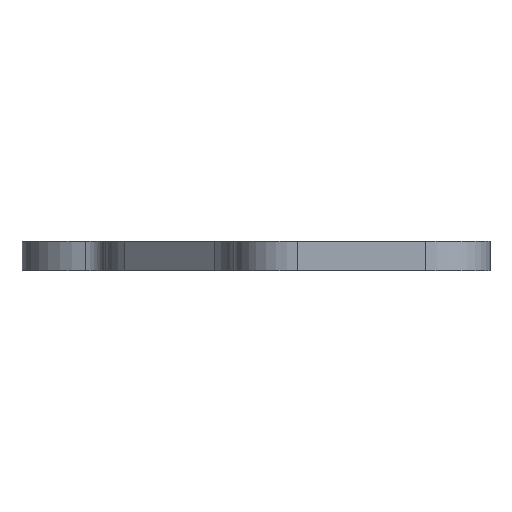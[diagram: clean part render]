
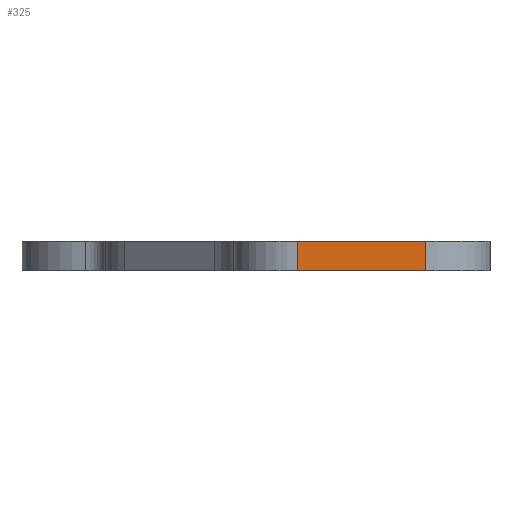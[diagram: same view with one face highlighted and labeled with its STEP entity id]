
A CAD part, left-side view. The second image highlights one B-rep face of the part: STEP entity #325.
In plain terms, the highlighted planar face has unit normal (-1, 0, 0).
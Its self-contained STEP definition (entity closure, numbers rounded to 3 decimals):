
#185 = VERTEX_POINT ( 'NONE', #810 ) ;
#187 = EDGE_CURVE ( 'NONE', #185, #188, #809, .T. ) ;
#188 = VERTEX_POINT ( 'NONE', #805 ) ;
#254 = ORIENTED_EDGE ( 'NONE', *, *, #394, .T. ) ;
#255 = ORIENTED_EDGE ( 'NONE', *, *, #256, .F. ) ;
#256 = EDGE_CURVE ( 'NONE', #188, #392, #878, .T. ) ;
#257 = ORIENTED_EDGE ( 'NONE', *, *, #187, .F. ) ;
#258 = ORIENTED_EDGE ( 'NONE', *, *, #275, .T. ) ;
#275 = EDGE_CURVE ( 'NONE', #185, #395, #919, .T. ) ;
#325 = ADVANCED_FACE ( 'NONE', ( #1033 ), #1032, .F. ) ;
#326 = EDGE_LOOP ( 'NONE', ( #254, #255, #257, #258 ) ) ;
#392 = VERTEX_POINT ( 'NONE', #1105 ) ;
#394 = EDGE_CURVE ( 'NONE', #395, #392, #1104, .T. ) ;
#395 = VERTEX_POINT ( 'NONE', #1100 ) ;
#805 = CARTESIAN_POINT ( 'NONE',  ( -40., -5., 2.3 ) ) ;
#806 = DIRECTION ( 'NONE',  ( 0., -1., 0. ) ) ;
#807 = VECTOR ( 'NONE', #806, 1000. ) ;
#808 = CARTESIAN_POINT ( 'NONE',  ( -40., 5., 2.3 ) ) ;
#809 = LINE ( 'NONE', #808, #807 ) ;
#810 = CARTESIAN_POINT ( 'NONE',  ( -40., 5., 2.3 ) ) ;
#875 = DIRECTION ( 'NONE',  ( 0., 0., -1. ) ) ;
#876 = VECTOR ( 'NONE', #875, 1000. ) ;
#877 = CARTESIAN_POINT ( 'NONE',  ( -40., -5., 2.3 ) ) ;
#878 = LINE ( 'NONE', #877, #876 ) ;
#912 = DIRECTION ( 'NONE',  ( 0., 0., -1. ) ) ;
#913 = VECTOR ( 'NONE', #912, 1000. ) ;
#914 = CARTESIAN_POINT ( 'NONE',  ( -40., 5., 2.3 ) ) ;
#919 = LINE ( 'NONE', #914, #913 ) ;
#1028 = DIRECTION ( 'NONE',  ( 0., 0., -1. ) ) ;
#1029 = DIRECTION ( 'NONE',  ( 1., 0., 0. ) ) ;
#1030 = CARTESIAN_POINT ( 'NONE',  ( -40., 5., 2.3 ) ) ;
#1031 = AXIS2_PLACEMENT_3D ( 'NONE', #1030, #1029, #1028 ) ;
#1032 = PLANE ( 'NONE',  #1031 ) ;
#1033 = FACE_OUTER_BOUND ( 'NONE', #326, .T. ) ;
#1100 = CARTESIAN_POINT ( 'NONE',  ( -40., 5., 0. ) ) ;
#1101 = DIRECTION ( 'NONE',  ( 0., -1., 0. ) ) ;
#1102 = VECTOR ( 'NONE', #1101, 1000. ) ;
#1103 = CARTESIAN_POINT ( 'NONE',  ( -40., 5., 0. ) ) ;
#1104 = LINE ( 'NONE', #1103, #1102 ) ;
#1105 = CARTESIAN_POINT ( 'NONE',  ( -40., -5., 0. ) ) ;
